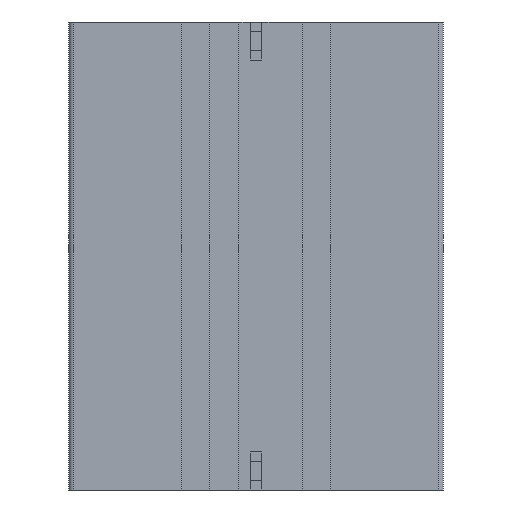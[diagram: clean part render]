
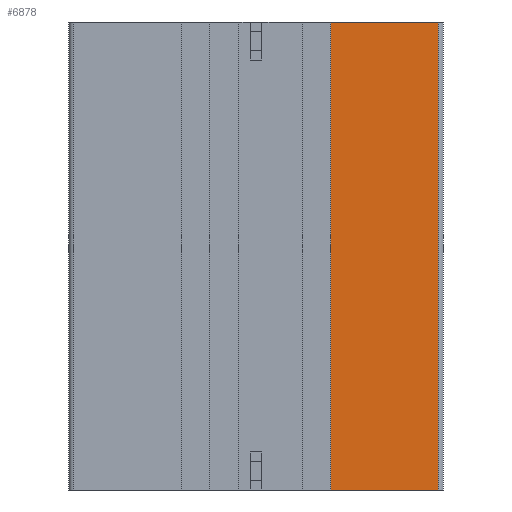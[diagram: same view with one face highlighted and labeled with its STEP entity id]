
A CAD part, front view. The second image highlights one B-rep face of the part: STEP entity #6878.
In plain terms, the highlighted planar face has unit normal (0, -1, 0).
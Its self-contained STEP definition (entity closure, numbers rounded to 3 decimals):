
#22=DIRECTION('',(-1.,0.,0.));
#23=VECTOR('',#22,13.47);
#24=CARTESIAN_POINT('',(24.47,33.8,-25.));
#25=LINE('',#24,#23);
#1026=DIRECTION('',(-1.,0.,0.));
#1027=VECTOR('',#1026,13.47);
#1028=CARTESIAN_POINT('',(24.47,33.8,25.));
#1029=LINE('',#1028,#1027);
#1131=DIRECTION('',(0.,0.,-1.));
#1132=VECTOR('',#1131,50.);
#1133=CARTESIAN_POINT('',(11.,33.8,25.));
#1134=LINE('',#1133,#1132);
#1144=DIRECTION('',(0.,0.,-1.));
#1145=VECTOR('',#1144,50.);
#1146=CARTESIAN_POINT('',(24.47,33.8,25.));
#1147=LINE('',#1146,#1145);
#5609=CARTESIAN_POINT('',(11.,33.8,25.));
#5611=VERTEX_POINT('',#5609);
#5612=CARTESIAN_POINT('',(11.,33.8,-25.));
#5614=VERTEX_POINT('',#5612);
#5805=CARTESIAN_POINT('',(24.47,33.8,-25.));
#5807=VERTEX_POINT('',#5805);
#5808=CARTESIAN_POINT('',(24.47,33.8,25.));
#5809=VERTEX_POINT('',#5808);
#6866=CARTESIAN_POINT('',(25.,33.8,-25.));
#6867=DIRECTION('',(0.,1.,0.));
#6868=DIRECTION('',(-1.,0.,0.));
#6869=AXIS2_PLACEMENT_3D('',#6866,#6867,#6868);
#6870=PLANE('',#6869);
#6872=ORIENTED_EDGE('',*,*,#6871,.T.);
#6873=ORIENTED_EDGE('',*,*,#5975,.T.);
#6874=ORIENTED_EDGE('',*,*,#6859,.F.);
#6875=ORIENTED_EDGE('',*,*,#6706,.F.);
#6876=EDGE_LOOP('',(#6872,#6873,#6874,#6875));
#6877=FACE_OUTER_BOUND('',#6876,.F.);
#6878=ADVANCED_FACE('',(#6877),#6870,.F.);
#5975=EDGE_CURVE('',#5807,#5614,#25,.T.);
#6706=EDGE_CURVE('',#5809,#5611,#1029,.T.);
#6859=EDGE_CURVE('',#5611,#5614,#1134,.T.);
#6871=EDGE_CURVE('',#5809,#5807,#1147,.T.);
